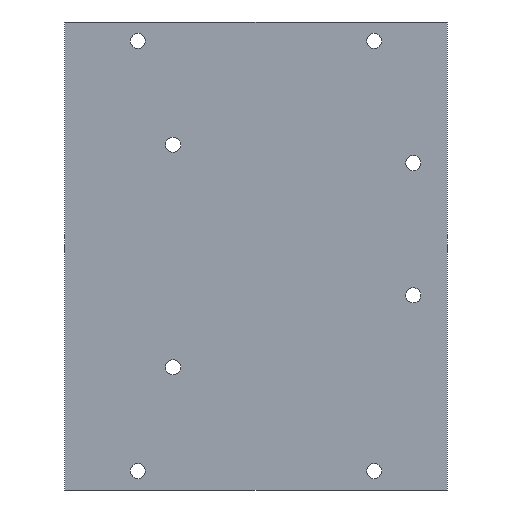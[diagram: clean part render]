
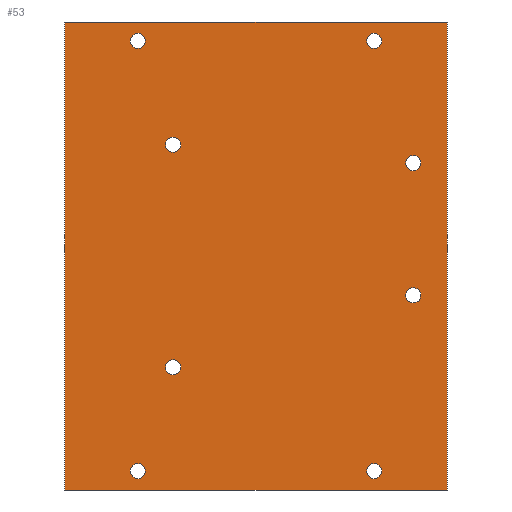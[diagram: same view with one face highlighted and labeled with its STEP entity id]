
A CAD part, left-side view. The second image highlights one B-rep face of the part: STEP entity #53.
In plain terms, the highlighted planar face has unit normal (-1, 0, 0).
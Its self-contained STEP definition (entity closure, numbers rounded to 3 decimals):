
#53=ADVANCED_FACE('',(#67,#69,#71,#73,#75,#77,#79,#81,#83),#85,.F.);
#67=FACE_BOUND('',#68,.T.);
#68=EDGE_LOOP('',(#213,#214,#215,#216));
#69=FACE_BOUND('',#70,.T.);
#70=EDGE_LOOP('',(#217));
#71=FACE_BOUND('',#72,.T.);
#72=EDGE_LOOP('',(#218));
#73=FACE_BOUND('',#74,.T.);
#74=EDGE_LOOP('',(#219));
#75=FACE_BOUND('',#76,.T.);
#76=EDGE_LOOP('',(#220));
#77=FACE_BOUND('',#78,.T.);
#78=EDGE_LOOP('',(#221));
#79=FACE_BOUND('',#80,.T.);
#80=EDGE_LOOP('',(#222));
#81=FACE_BOUND('',#82,.T.);
#82=EDGE_LOOP('',(#223));
#83=FACE_BOUND('',#84,.T.);
#84=EDGE_LOOP('',(#224));
#85=PLANE('',#86);
#86=AXIS2_PLACEMENT_3D('',#87,#88,#89);
#87=CARTESIAN_POINT('',(0.,0.,0.));
#88=DIRECTION('',(1.,0.,0.));
#89=DIRECTION('',(0.,1.,0.));
#213=ORIENTED_EDGE('',*,*,#269,.F.);
#214=ORIENTED_EDGE('',*,*,#270,.F.);
#215=ORIENTED_EDGE('',*,*,#271,.F.);
#216=ORIENTED_EDGE('',*,*,#272,.F.);
#217=ORIENTED_EDGE('',*,*,#273,.T.);
#218=ORIENTED_EDGE('',*,*,#274,.T.);
#219=ORIENTED_EDGE('',*,*,#275,.T.);
#220=ORIENTED_EDGE('',*,*,#276,.T.);
#221=ORIENTED_EDGE('',*,*,#277,.T.);
#222=ORIENTED_EDGE('',*,*,#278,.T.);
#223=ORIENTED_EDGE('',*,*,#279,.T.);
#224=ORIENTED_EDGE('',*,*,#280,.T.);
#269=EDGE_CURVE('',#297,#298,#299,.T.);
#270=EDGE_CURVE('',#300,#297,#301,.T.);
#271=EDGE_CURVE('',#302,#300,#303,.T.);
#272=EDGE_CURVE('',#298,#302,#304,.T.);
#273=EDGE_CURVE('',#305,#305,#306,.T.);
#274=EDGE_CURVE('',#307,#307,#308,.T.);
#275=EDGE_CURVE('',#309,#309,#310,.T.);
#276=EDGE_CURVE('',#311,#311,#312,.T.);
#277=EDGE_CURVE('',#313,#313,#314,.T.);
#278=EDGE_CURVE('',#315,#315,#316,.T.);
#279=EDGE_CURVE('',#317,#317,#318,.T.);
#280=EDGE_CURVE('',#319,#319,#320,.T.);
#297=VERTEX_POINT('',#349);
#298=VERTEX_POINT('',#350);
#299=LINE('',#351,#352);
#300=VERTEX_POINT('',#354);
#301=LINE('',#355,#356);
#302=VERTEX_POINT('',#358);
#303=LINE('',#359,#360);
#304=LINE('',#362,#363);
#305=VERTEX_POINT('',#365);
#306=CIRCLE('',#366,1.6);
#307=VERTEX_POINT('',#370);
#308=CIRCLE('',#371,1.6);
#309=VERTEX_POINT('',#375);
#310=CIRCLE('',#376,1.6);
#311=VERTEX_POINT('',#380);
#312=CIRCLE('',#381,1.6);
#313=VERTEX_POINT('',#385);
#314=CIRCLE('',#386,1.6);
#315=VERTEX_POINT('',#390);
#316=CIRCLE('',#391,1.6);
#317=VERTEX_POINT('',#395);
#318=CIRCLE('',#396,1.6);
#319=VERTEX_POINT('',#400);
#320=CIRCLE('',#401,1.6);
#349=CARTESIAN_POINT('',(0.,-40.5,-49.5));
#350=CARTESIAN_POINT('',(0.,40.5,-49.5));
#351=CARTESIAN_POINT('',(0.,-40.5,-49.5));
#352=VECTOR('',#353,1.);
#353=DIRECTION('',(0.,1.,0.));
#354=CARTESIAN_POINT('',(0.,-40.5,49.5));
#355=CARTESIAN_POINT('',(0.,-40.5,49.5));
#356=VECTOR('',#357,1.);
#357=DIRECTION('',(0.,0.,-1.));
#358=CARTESIAN_POINT('',(0.,40.5,49.5));
#359=CARTESIAN_POINT('',(0.,40.5,49.5));
#360=VECTOR('',#361,1.);
#361=DIRECTION('',(0.,-1.,0.));
#362=CARTESIAN_POINT('',(0.,40.5,-49.5));
#363=VECTOR('',#364,1.);
#364=DIRECTION('',(0.,0.,1.));
#365=CARTESIAN_POINT('',(0.,-23.4,45.5));
#366=AXIS2_PLACEMENT_3D('',#367,#368,#369);
#367=CARTESIAN_POINT('',(0.,-25.,45.5));
#368=DIRECTION('',(1.,0.,0.));
#369=DIRECTION('',(0.,1.,0.));
#370=CARTESIAN_POINT('',(0.,26.6,45.5));
#371=AXIS2_PLACEMENT_3D('',#372,#373,#374);
#372=CARTESIAN_POINT('',(0.,25.,45.5));
#373=DIRECTION('',(1.,0.,0.));
#374=DIRECTION('',(0.,1.,0.));
#375=CARTESIAN_POINT('',(0.,26.6,-45.5));
#376=AXIS2_PLACEMENT_3D('',#377,#378,#379);
#377=CARTESIAN_POINT('',(0.,25.,-45.5));
#378=DIRECTION('',(1.,0.,0.));
#379=DIRECTION('',(0.,1.,0.));
#380=CARTESIAN_POINT('',(0.,-23.4,-45.5));
#381=AXIS2_PLACEMENT_3D('',#382,#383,#384);
#382=CARTESIAN_POINT('',(0.,-25.,-45.5));
#383=DIRECTION('',(1.,0.,0.));
#384=DIRECTION('',(0.,1.,0.));
#385=CARTESIAN_POINT('',(0.,15.939,23.54));
#386=AXIS2_PLACEMENT_3D('',#387,#388,#389);
#387=CARTESIAN_POINT('',(0.,17.539,23.54));
#388=DIRECTION('',(1.,0.,0.));
#389=DIRECTION('',(0.,-1.,0.));
#390=CARTESIAN_POINT('',(0.,-34.861,19.66));
#391=AXIS2_PLACEMENT_3D('',#392,#393,#394);
#392=CARTESIAN_POINT('',(0.,-33.261,19.66));
#393=DIRECTION('',(1.,0.,0.));
#394=DIRECTION('',(0.,-1.,0.));
#395=CARTESIAN_POINT('',(0.,-34.861,-8.34));
#396=AXIS2_PLACEMENT_3D('',#397,#398,#399);
#397=CARTESIAN_POINT('',(0.,-33.261,-8.34));
#398=DIRECTION('',(1.,0.,0.));
#399=DIRECTION('',(0.,-1.,0.));
#400=CARTESIAN_POINT('',(0.,15.939,-23.54));
#401=AXIS2_PLACEMENT_3D('',#402,#403,#404);
#402=CARTESIAN_POINT('',(0.,17.539,-23.54));
#403=DIRECTION('',(1.,0.,0.));
#404=DIRECTION('',(0.,-1.,0.));
